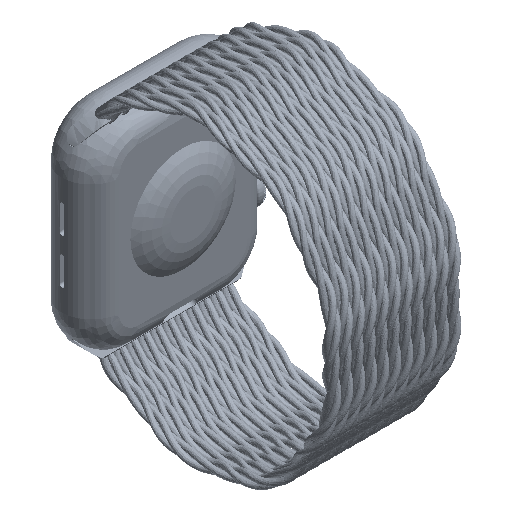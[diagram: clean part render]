
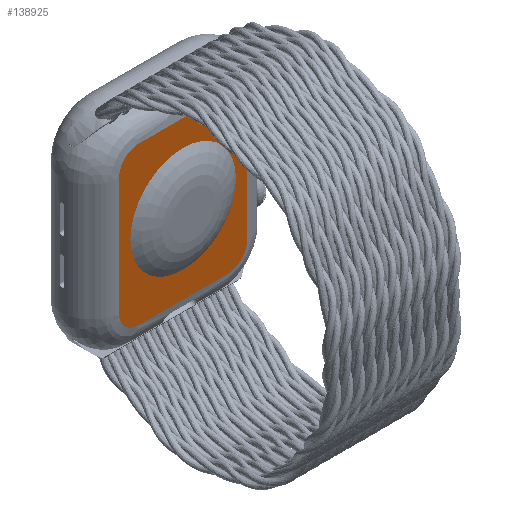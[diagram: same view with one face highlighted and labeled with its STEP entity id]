
A CAD part, isometric view. The second image highlights one B-rep face of the part: STEP entity #138925.
In plain terms, the highlighted planar face has unit normal (0, -1, 0).
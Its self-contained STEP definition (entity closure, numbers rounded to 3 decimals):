
#1257 = EDGE_CURVE ( 'NONE', #193607, #159974, #285949, .T. ) ;
#14621 = EDGE_CURVE ( 'NONE', #33507, #193607, #103571, .T. ) ;
#15539 = VERTEX_POINT ( 'NONE', #54958 ) ;
#19325 = DIRECTION ( 'NONE',  ( 0., 0., -1. ) ) ;
#29753 = AXIS2_PLACEMENT_3D ( 'NONE', #35416, #206510, #277457 ) ;
#30646 = DIRECTION ( 'NONE',  ( 0., 0., -1. ) ) ;
#32069 = LINE ( 'NONE', #278372, #167956 ) ;
#33507 = VERTEX_POINT ( 'NONE', #35266 ) ;
#35266 = CARTESIAN_POINT ( 'NONE',  ( 14.071, -6.323, 11.124 ) ) ;
#35416 = CARTESIAN_POINT ( 'NONE',  ( 9.848, -6.323, -13.237 ) ) ;
#35913 = CARTESIAN_POINT ( 'NONE',  ( -8.511, -6.323, 11.124 ) ) ;
#54801 = ORIENTED_EDGE ( 'NONE', *, *, #99896, .T. ) ;
#54958 = CARTESIAN_POINT ( 'NONE',  ( 9.848, -6.323, -17.459 ) ) ;
#63317 = ORIENTED_EDGE ( 'NONE', *, *, #14621, .T. ) ;
#77389 = CARTESIAN_POINT ( 'NONE',  ( 14.071, -6.323, -13.237 ) ) ;
#77696 = VERTEX_POINT ( 'NONE', #171378 ) ;
#89431 = EDGE_CURVE ( 'NONE', #230567, #33507, #169050, .T. ) ;
#94089 = VECTOR ( 'NONE', #148703, 1000. ) ;
#99896 = EDGE_CURVE ( 'NONE', #159974, #252784, #161722, .T. ) ;
#103571 = CIRCLE ( 'NONE', #274688, 4.223 ) ;
#107700 = DIRECTION ( 'NONE',  ( 0., -1., 0. ) ) ;
#109204 = CARTESIAN_POINT ( 'NONE',  ( 9.848, -6.323, 11.124 ) ) ;
#115705 = DIRECTION ( 'NONE',  ( 0., -1., 0. ) ) ;
#117645 = VERTEX_POINT ( 'NONE', #192082 ) ;
#120040 = DIRECTION ( 'NONE',  ( 0., -1., 0. ) ) ;
#126358 = EDGE_CURVE ( 'NONE', #252784, #77696, #32069, .T. ) ;
#126405 = VECTOR ( 'NONE', #149752, 1000. ) ;
#128580 = EDGE_CURVE ( 'NONE', #117645, #15539, #218212, .T. ) ;
#129827 = CARTESIAN_POINT ( 'NONE',  ( 9.848, -6.323, -17.459 ) ) ;
#132207 = DIRECTION ( 'NONE',  ( 0., -1., 0. ) ) ;
#138925 = ADVANCED_FACE ( 'NONE', ( #232518 ), #189071, .T. ) ;
#144493 = CARTESIAN_POINT ( 'NONE',  ( 14.071, -6.323, 11.124 ) ) ;
#148703 = DIRECTION ( 'NONE',  ( 1., 0., 0. ) ) ;
#149752 = DIRECTION ( 'NONE',  ( -1., 0., 0. ) ) ;
#150832 = CARTESIAN_POINT ( 'NONE',  ( -8.511, -6.323, 15.347 ) ) ;
#153854 = CARTESIAN_POINT ( 'NONE',  ( -12.734, -6.323, 11.124 ) ) ;
#159974 = VERTEX_POINT ( 'NONE', #150832 ) ;
#161722 = CIRCLE ( 'NONE', #198766, 4.223 ) ;
#166675 = CIRCLE ( 'NONE', #263718, 4.223 ) ;
#167956 = VECTOR ( 'NONE', #30646, 1000. ) ;
#169050 = LINE ( 'NONE', #144493, #267921 ) ;
#171378 = CARTESIAN_POINT ( 'NONE',  ( -12.734, -6.323, -13.237 ) ) ;
#174247 = DIRECTION ( 'NONE',  ( 0., 0., -1. ) ) ;
#176198 = ORIENTED_EDGE ( 'NONE', *, *, #285698, .T. ) ;
#184714 = CIRCLE ( 'NONE', #226894, 4.223 ) ;
#189071 = PLANE ( 'NONE',  #29753 ) ;
#192082 = CARTESIAN_POINT ( 'NONE',  ( -8.511, -6.323, -17.459 ) ) ;
#193607 = VERTEX_POINT ( 'NONE', #229511 ) ;
#198766 = AXIS2_PLACEMENT_3D ( 'NONE', #35913, #120040, #208438 ) ;
#202825 = ORIENTED_EDGE ( 'NONE', *, *, #1257, .T. ) ;
#206510 = DIRECTION ( 'NONE',  ( 0., -1., 0. ) ) ;
#208438 = DIRECTION ( 'NONE',  ( 0., 0., -1. ) ) ;
#217756 = ORIENTED_EDGE ( 'NONE', *, *, #89431, .T. ) ;
#218212 = LINE ( 'NONE', #129827, #94089 ) ;
#225824 = CARTESIAN_POINT ( 'NONE',  ( -8.511, -6.323, -13.237 ) ) ;
#226894 = AXIS2_PLACEMENT_3D ( 'NONE', #225824, #115705, #248980 ) ;
#229511 = CARTESIAN_POINT ( 'NONE',  ( 9.848, -6.323, 15.347 ) ) ;
#230567 = VERTEX_POINT ( 'NONE', #77389 ) ;
#232518 = FACE_OUTER_BOUND ( 'NONE', #277859, .T. ) ;
#238150 = ORIENTED_EDGE ( 'NONE', *, *, #283131, .T. ) ;
#247419 = ORIENTED_EDGE ( 'NONE', *, *, #128580, .T. ) ;
#248980 = DIRECTION ( 'NONE',  ( 0., 0., -1. ) ) ;
#252784 = VERTEX_POINT ( 'NONE', #153854 ) ;
#263718 = AXIS2_PLACEMENT_3D ( 'NONE', #282953, #132207, #174247 ) ;
#267921 = VECTOR ( 'NONE', #276353, 1000. ) ;
#271358 = ORIENTED_EDGE ( 'NONE', *, *, #126358, .T. ) ;
#274688 = AXIS2_PLACEMENT_3D ( 'NONE', #109204, #107700, #19325 ) ;
#276353 = DIRECTION ( 'NONE',  ( 0., 0., 1. ) ) ;
#277457 = DIRECTION ( 'NONE',  ( 0., 0., -1. ) ) ;
#277859 = EDGE_LOOP ( 'NONE', ( #176198, #247419, #238150, #217756, #63317, #202825, #54801, #271358 ) ) ;
#278372 = CARTESIAN_POINT ( 'NONE',  ( -12.734, -6.323, -13.237 ) ) ;
#281633 = CARTESIAN_POINT ( 'NONE',  ( -8.511, -6.323, 15.347 ) ) ;
#282953 = CARTESIAN_POINT ( 'NONE',  ( 9.848, -6.323, -13.237 ) ) ;
#283131 = EDGE_CURVE ( 'NONE', #15539, #230567, #166675, .T. ) ;
#285698 = EDGE_CURVE ( 'NONE', #77696, #117645, #184714, .T. ) ;
#285949 = LINE ( 'NONE', #281633, #126405 ) ;
